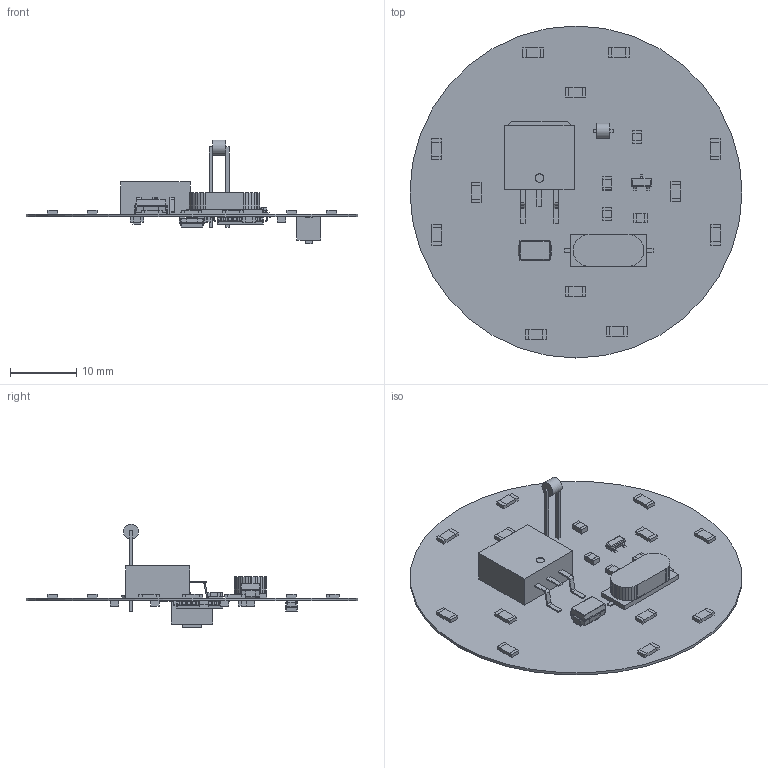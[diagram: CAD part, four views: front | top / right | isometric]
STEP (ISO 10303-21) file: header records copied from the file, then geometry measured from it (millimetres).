
FILE_DESCRIPTION(('Open CASCADE Model'),'2;1');
FILE_NAME('Open CASCADE Shape Model','2020-08-09T17:38:05',('Author'),( 'Open CASCADE'),'Open CASCADE STEP processor 6.8','Open CASCADE 6.8' ,'Unknown');
FILE_SCHEMA(('AUTOMOTIVE_DESIGN { 1 0 10303 214 1 1 1 1 }'));
Length unit declared in the file: millimetre
Products named in the file (104): PCB; Board; Open CASCADE STEP translator 6.8 1.1.1; C7; 6120084064; Extruded; 6000647344; R22; 6000646944; D6; 6201450928; 6201458048; 6201455168; R9; 6100404640; 6100404720; Q1; 6124812176; Open_CASCADE_STEP_translator_6.8_15.1; Body; Open_CASCADE_STEP_translator_6.8_15.2.1; Lead; Trimmed_Lead; tab; Open_CASCADE_STEP_translator_6.8_15.6.1; U1; 6124811856; Open_CASCADE_STEP_translator_6.8_16.1; Open_CASCADE_STEP_translator_6.8_16.2.1; Leader; SW1; 6201452768; 6201453248; 6201456288; RT1; 6000640384; 6000651824; Cylinder; R4; R3 ...
Assembly tree (203 placements, depth 5):
  PCB
    Board
      Open CASCADE STEP translator 6.8 1.1.1
    C7
      6120084064
        Extruded
      6000647344  x2
        Extruded
    R22
      6000646944
        Extruded
      6000647344  x2
        Extruded
    D6
      6201450928
        Extruded
      6201458048
        Extruded
      6201455168
        Extruded
    R9
      6100404640
        Extruded
      6100404720  x2
        Extruded
    Q1
      6124812176
        Open_CASCADE_STEP_translator_6.8_15.1
        Body
          Open_CASCADE_STEP_translator_6.8_15.2.1
        Lead  x2
        Trimmed_Lead
        tab
          Open_CASCADE_STEP_translator_6.8_15.6.1
    U1
      6124811856
        Open_CASCADE_STEP_translator_6.8_16.1
        Body
          Open_CASCADE_STEP_translator_6.8_16.2.1
        Leader  x16
        Leader  x16
    SW1
      6201452768  x2
        Extruded
      6201453248
        Extruded
      6201456288
        Extruded
    RT1
      6000640384  x2
        Extruded
      6000651824
        Cylinder
    R4
      6000646944
        Extruded
      6000647344  x2
        Extruded
    R3
      6100404640
Bounding box: 50 x 50 x 15.66 mm (x, y, z)
Volume: 1718 mm3; surface area: 5744.4 mm2
Topology: 135 solids, 137 shells, 1764 faces, 3604 edges, 2082 vertices
Faces by surface type: plane 1416, cylinder 284, sphere 32, bspline 32
Full cylindrical faces by diameter (mm): 0.875 x1, 1.3 x1, 2.3 x1, 50 x1
Entity records: 21186 total; most frequent: CARTESIAN_POINT 5822, DIRECTION 2878, ORIENTED_EDGE 2534, EDGE_CURVE 1268, LINE 970, VECTOR 970, AXIS2_PLACEMENT_3D 954, VERTEX_POINT 730
